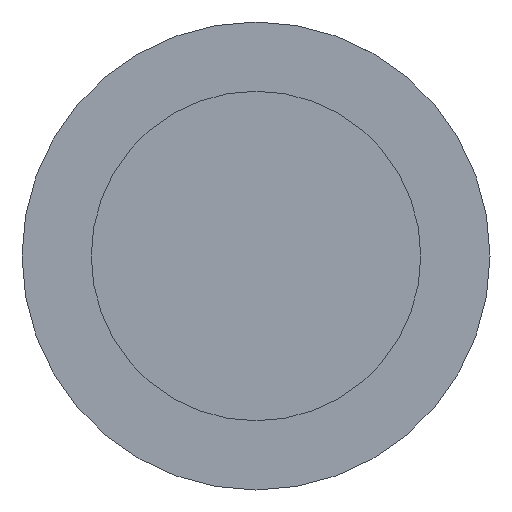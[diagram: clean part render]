
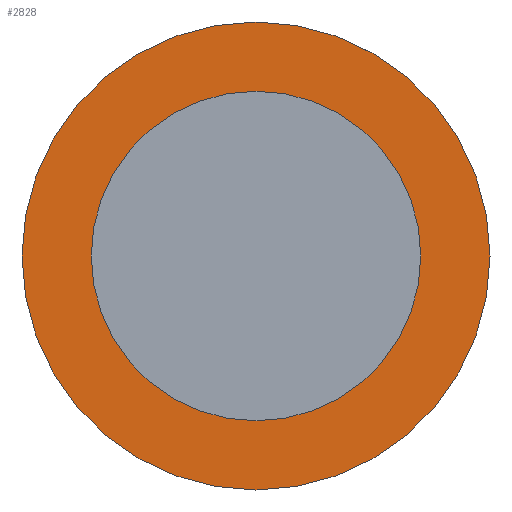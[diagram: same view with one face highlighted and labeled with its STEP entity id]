
A CAD part, left-side view. The second image highlights one B-rep face of the part: STEP entity #2828.
In plain terms, the highlighted planar face has unit normal (-1, 0, 0).
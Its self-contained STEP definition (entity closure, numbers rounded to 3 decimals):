
#65=CARTESIAN_POINT('Vertex',(2730.,71.,2015.)) ;
#71=CARTESIAN_POINT('Control Point',(2730.,71.,2015.)) ;
#72=CARTESIAN_POINT('Control Point',(2730.,71.,2026.153)) ;
#73=CARTESIAN_POINT('Control Point',(2730.,68.81,2037.305)) ;
#74=CARTESIAN_POINT('Control Point',(2730.,64.428,2047.884)) ;
#75=CARTESIAN_POINT('Control Point',(2730.,51.753,2066.753)) ;
#76=CARTESIAN_POINT('Control Point',(2730.,32.884,2079.428)) ;
#77=CARTESIAN_POINT('Control Point',(2730.,22.305,2083.81)) ;
#78=CARTESIAN_POINT('Control Point',(2730.,0.,2088.19)) ;
#79=CARTESIAN_POINT('Control Point',(2730.,-22.305,2083.81)) ;
#80=CARTESIAN_POINT('Control Point',(2730.,-32.884,2079.428)) ;
#81=CARTESIAN_POINT('Control Point',(2730.,-51.753,2066.753)) ;
#82=CARTESIAN_POINT('Control Point',(2730.,-64.428,2047.884)) ;
#83=CARTESIAN_POINT('Control Point',(2730.,-68.81,2037.305)) ;
#84=CARTESIAN_POINT('Control Point',(2730.,-71.,2026.153)) ;
#85=CARTESIAN_POINT('Control Point',(2730.,-71.,2015.)) ;
#86=CARTESIAN_POINT('Vertex',(2730.,-71.,2015.)) ;
#108=CARTESIAN_POINT('Axis2P3D Location',(2730.,0.,2015.)) ;
#2801=CARTESIAN_POINT('Axis2P3D Location',(2730.,0.,2015.)) ;
#2810=CARTESIAN_POINT('Axis2P3D Location',(2730.,0.,2015.)) ;
#2814=CARTESIAN_POINT('Vertex',(2730.,-50.,2015.)) ;
#2816=CARTESIAN_POINT('Vertex',(2730.,50.,2015.)) ;
#2819=CARTESIAN_POINT('Axis2P3D Location',(2730.,0.,2015.)) ;
#109=DIRECTION('Axis2P3D Direction',(1.,0.,0.)) ;
#2802=DIRECTION('Axis2P3D Direction',(-1.,0.,0.)) ;
#2803=DIRECTION('Axis2P3D XDirection',(0.,-1.,0.)) ;
#2811=DIRECTION('Axis2P3D Direction',(-1.,0.,0.)) ;
#2820=DIRECTION('Axis2P3D Direction',(-1.,0.,0.)) ;
#110=AXIS2_PLACEMENT_3D('Circle Axis2P3D',#108,#109,$) ;
#2804=AXIS2_PLACEMENT_3D('Plane Axis2P3D',#2801,#2802,#2803) ;
#2812=AXIS2_PLACEMENT_3D('Circle Axis2P3D',#2810,#2811,$) ;
#2821=AXIS2_PLACEMENT_3D('Circle Axis2P3D',#2819,#2820,$) ;
#111=CIRCLE('generated circle',#110,71.) ;
#2813=CIRCLE('generated circle',#2812,50.) ;
#2822=CIRCLE('generated circle',#2821,50.) ;
#2805=PLANE('',#2804) ;
#2827=FACE_BOUND('',#2824,.T.) ;
#88=EDGE_CURVE('',#66,#87,#70,.T.) ;
#112=EDGE_CURVE('',#87,#66,#111,.T.) ;
#2818=EDGE_CURVE('',#2815,#2817,#2813,.T.) ;
#2823=EDGE_CURVE('',#2817,#2815,#2822,.T.) ;
#2807=ORIENTED_EDGE('',*,*,#88,.F.) ;
#2808=ORIENTED_EDGE('',*,*,#112,.F.) ;
#2825=ORIENTED_EDGE('',*,*,#2818,.F.) ;
#2826=ORIENTED_EDGE('',*,*,#2823,.F.) ;
#2806=EDGE_LOOP('',(#2807,#2808)) ;
#2824=EDGE_LOOP('',(#2825,#2826)) ;
#66=VERTEX_POINT('',#65) ;
#87=VERTEX_POINT('',#86) ;
#2815=VERTEX_POINT('',#2814) ;
#2817=VERTEX_POINT('',#2816) ;
#2828=ADVANCED_FACE('MANIFOLD_SOLID_BREP #22154',(#2809,#2827),#2805,.T.) ;
#70=B_SPLINE_CURVE_WITH_KNOTS('',5,(#71,#72,#73,#74,#75,#76,#77,#78,#79,#80,#81,#82,#83,#84,#85),.UNSPECIFIED.,.F.,.U.,(6,3,3,3,6),(-111.527,-55.763,0.,55.763,111.527),.UNSPECIFIED.) ;
#2809=FACE_OUTER_BOUND('',#2806,.T.) ;
